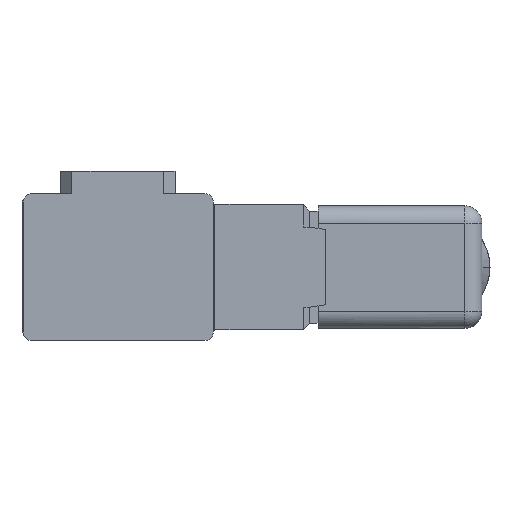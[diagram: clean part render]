
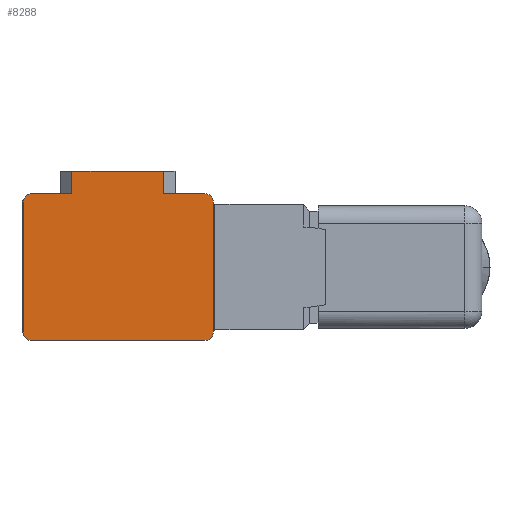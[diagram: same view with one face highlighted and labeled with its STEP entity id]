
A CAD part, front view. The second image highlights one B-rep face of the part: STEP entity #8288.
In plain terms, the highlighted planar face has unit normal (0, -1, 0).
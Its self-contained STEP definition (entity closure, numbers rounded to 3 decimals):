
#43 = ORIENTED_EDGE ( 'NONE', *, *, #4436, .F. ) ;
#75 = CARTESIAN_POINT ( 'NONE',  ( -8., 0., 12.8 ) ) ;
#127 = EDGE_LOOP ( 'NONE', ( #6795, #5699, #9531, #9556, #43, #526, #9559, #8770, #9148, #9369, #9330, #8292 ) ) ;
#196 = DIRECTION ( 'NONE',  ( 0., 0., -1. ) ) ;
#350 = AXIS2_PLACEMENT_3D ( 'NONE', #4577, #8297, #3557 ) ;
#409 = CARTESIAN_POINT ( 'NONE',  ( 16.7, 0., 11.3 ) ) ;
#446 = DIRECTION ( 'NONE',  ( 1., 0., 0. ) ) ;
#505 = VERTEX_POINT ( 'NONE', #5075 ) ;
#526 = ORIENTED_EDGE ( 'NONE', *, *, #7042, .T. ) ;
#784 = VERTEX_POINT ( 'NONE', #7198 ) ;
#1148 = AXIS2_PLACEMENT_3D ( 'NONE', #3833, #5945, #3046 ) ;
#1211 = LINE ( 'NONE', #3237, #9327 ) ;
#1403 = LINE ( 'NONE', #3218, #3716 ) ;
#1419 = LINE ( 'NONE', #5823, #4525 ) ;
#1502 = PLANE ( 'NONE',  #1148 ) ;
#1631 = LINE ( 'NONE', #6068, #1861 ) ;
#1668 = VERTEX_POINT ( 'NONE', #2296 ) ;
#1724 = DIRECTION ( 'NONE',  ( 0., -1., 0. ) ) ;
#1742 = CIRCLE ( 'NONE', #350, 1.5 ) ;
#1761 = CARTESIAN_POINT ( 'NONE',  ( -8., 0., 12.8 ) ) ;
#1861 = VECTOR ( 'NONE', #6659, 1000. ) ;
#1901 = EDGE_CURVE ( 'NONE', #6544, #8525, #5360, .T. ) ;
#1922 = VECTOR ( 'NONE', #9197, 1000. ) ;
#2014 = DIRECTION ( 'NONE',  ( 0., 0., -1. ) ) ;
#2248 = CARTESIAN_POINT ( 'NONE',  ( 15.2, 0., -12.8 ) ) ;
#2296 = CARTESIAN_POINT ( 'NONE',  ( -15., 0., -12.8 ) ) ;
#2626 = CIRCLE ( 'NONE', #5587, 1.5 ) ;
#2872 = VERTEX_POINT ( 'NONE', #2248 ) ;
#3027 = EDGE_CURVE ( 'NONE', #6544, #8463, #1742, .T. ) ;
#3046 = DIRECTION ( 'NONE',  ( 0., 0., -1. ) ) ;
#3195 = DIRECTION ( 'NONE',  ( 0., 0., 1. ) ) ;
#3218 = CARTESIAN_POINT ( 'NONE',  ( -16.5, 0., -12.8 ) ) ;
#3237 = CARTESIAN_POINT ( 'NONE',  ( -16.5, 0., 12.8 ) ) ;
#3348 = VECTOR ( 'NONE', #3409, 1000. ) ;
#3384 = DIRECTION ( 'NONE',  ( 0., 0., -1. ) ) ;
#3409 = DIRECTION ( 'NONE',  ( 1., 0., 0. ) ) ;
#3557 = DIRECTION ( 'NONE',  ( 0., 0., -1. ) ) ;
#3716 = VECTOR ( 'NONE', #7099, 1000. ) ;
#3800 = EDGE_CURVE ( 'NONE', #5899, #4165, #6765, .T. ) ;
#3833 = CARTESIAN_POINT ( 'NONE',  ( 16.7, 0., -12.8 ) ) ;
#4165 = VERTEX_POINT ( 'NONE', #5545 ) ;
#4223 = EDGE_CURVE ( 'NONE', #4746, #8463, #1211, .T. ) ;
#4267 = VERTEX_POINT ( 'NONE', #7390 ) ;
#4332 = AXIS2_PLACEMENT_3D ( 'NONE', #8253, #6646, #8204 ) ;
#4362 = CARTESIAN_POINT ( 'NONE',  ( 15.2, 0., -11.3 ) ) ;
#4414 = VECTOR ( 'NONE', #8809, 1000. ) ;
#4436 = EDGE_CURVE ( 'NONE', #7899, #4165, #5031, .T. ) ;
#4525 = VECTOR ( 'NONE', #196, 1000. ) ;
#4577 = CARTESIAN_POINT ( 'NONE',  ( -15., 0., 11.3 ) ) ;
#4746 = VERTEX_POINT ( 'NONE', #6261 ) ;
#4937 = CARTESIAN_POINT ( 'NONE',  ( -15., 0., 12.8 ) ) ;
#4998 = EDGE_CURVE ( 'NONE', #4746, #1668, #6560, .T. ) ;
#5009 = EDGE_CURVE ( 'NONE', #784, #505, #6456, .T. ) ;
#5031 = LINE ( 'NONE', #7019, #5243 ) ;
#5075 = CARTESIAN_POINT ( 'NONE',  ( 8., 0., 16.7 ) ) ;
#5243 = VECTOR ( 'NONE', #446, 1000. ) ;
#5347 = DIRECTION ( 'NONE',  ( 0., -1., 0. ) ) ;
#5360 = LINE ( 'NONE', #6890, #1922 ) ;
#5431 = LINE ( 'NONE', #75, #4414 ) ;
#5442 = EDGE_CURVE ( 'NONE', #784, #8525, #5431, .T. ) ;
#5545 = CARTESIAN_POINT ( 'NONE',  ( 15.2, 0., 12.8 ) ) ;
#5587 = AXIS2_PLACEMENT_3D ( 'NONE', #4362, #5347, #2014 ) ;
#5699 = ORIENTED_EDGE ( 'NONE', *, *, #6654, .T. ) ;
#5823 = CARTESIAN_POINT ( 'NONE',  ( 16.7, 0., 12.8 ) ) ;
#5899 = VERTEX_POINT ( 'NONE', #409 ) ;
#5945 = DIRECTION ( 'NONE',  ( 0., -1., 0. ) ) ;
#6068 = CARTESIAN_POINT ( 'NONE',  ( 8., 0., 16.7 ) ) ;
#6261 = CARTESIAN_POINT ( 'NONE',  ( -16.5, 0., -11.3 ) ) ;
#6388 = CARTESIAN_POINT ( 'NONE',  ( -16.5, 0., 11.3 ) ) ;
#6401 = CARTESIAN_POINT ( 'NONE',  ( -10., 0., 16.7 ) ) ;
#6456 = LINE ( 'NONE', #6401, #3348 ) ;
#6491 = CARTESIAN_POINT ( 'NONE',  ( -15., 0., -11.3 ) ) ;
#6544 = VERTEX_POINT ( 'NONE', #4937 ) ;
#6560 = CIRCLE ( 'NONE', #8982, 1.5 ) ;
#6646 = DIRECTION ( 'NONE',  ( 0., -1., 0. ) ) ;
#6654 = EDGE_CURVE ( 'NONE', #2872, #4267, #2626, .T. ) ;
#6659 = DIRECTION ( 'NONE',  ( 0., 0., 1. ) ) ;
#6765 = CIRCLE ( 'NONE', #4332, 1.5 ) ;
#6795 = ORIENTED_EDGE ( 'NONE', *, *, #8222, .F. ) ;
#6890 = CARTESIAN_POINT ( 'NONE',  ( -16.5, 0., 12.8 ) ) ;
#7019 = CARTESIAN_POINT ( 'NONE',  ( -16.5, 0., 12.8 ) ) ;
#7042 = EDGE_CURVE ( 'NONE', #7899, #505, #1631, .T. ) ;
#7099 = DIRECTION ( 'NONE',  ( -1., 0., 0. ) ) ;
#7198 = CARTESIAN_POINT ( 'NONE',  ( -8., 0., 16.7 ) ) ;
#7390 = CARTESIAN_POINT ( 'NONE',  ( 16.7, 0., -11.3 ) ) ;
#7899 = VERTEX_POINT ( 'NONE', #8898 ) ;
#8196 = EDGE_CURVE ( 'NONE', #5899, #4267, #1419, .T. ) ;
#8204 = DIRECTION ( 'NONE',  ( 0., 0., -1. ) ) ;
#8222 = EDGE_CURVE ( 'NONE', #2872, #1668, #1403, .T. ) ;
#8253 = CARTESIAN_POINT ( 'NONE',  ( 15.2, 0., 11.3 ) ) ;
#8288 = ADVANCED_FACE ( 'NONE', ( #8617 ), #1502, .T. ) ;
#8292 = ORIENTED_EDGE ( 'NONE', *, *, #4998, .T. ) ;
#8297 = DIRECTION ( 'NONE',  ( 0., -1., 0. ) ) ;
#8463 = VERTEX_POINT ( 'NONE', #6388 ) ;
#8525 = VERTEX_POINT ( 'NONE', #1761 ) ;
#8617 = FACE_OUTER_BOUND ( 'NONE', #127, .T. ) ;
#8770 = ORIENTED_EDGE ( 'NONE', *, *, #5442, .T. ) ;
#8809 = DIRECTION ( 'NONE',  ( 0., 0., -1. ) ) ;
#8898 = CARTESIAN_POINT ( 'NONE',  ( 8., 0., 12.8 ) ) ;
#8982 = AXIS2_PLACEMENT_3D ( 'NONE', #6491, #1724, #3384 ) ;
#9148 = ORIENTED_EDGE ( 'NONE', *, *, #1901, .F. ) ;
#9197 = DIRECTION ( 'NONE',  ( 1., 0., 0. ) ) ;
#9327 = VECTOR ( 'NONE', #3195, 1000. ) ;
#9330 = ORIENTED_EDGE ( 'NONE', *, *, #4223, .F. ) ;
#9369 = ORIENTED_EDGE ( 'NONE', *, *, #3027, .T. ) ;
#9531 = ORIENTED_EDGE ( 'NONE', *, *, #8196, .F. ) ;
#9556 = ORIENTED_EDGE ( 'NONE', *, *, #3800, .T. ) ;
#9559 = ORIENTED_EDGE ( 'NONE', *, *, #5009, .F. ) ;
